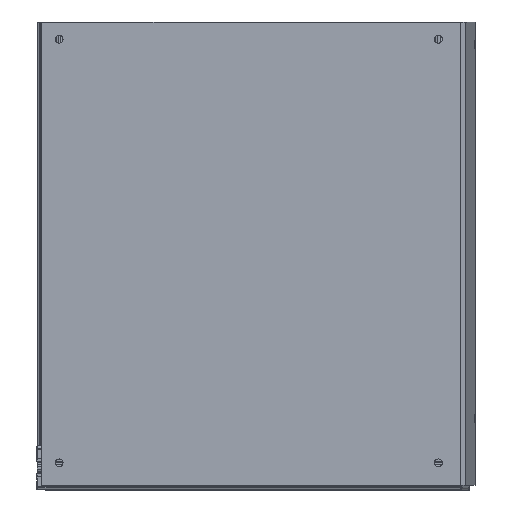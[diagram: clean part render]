
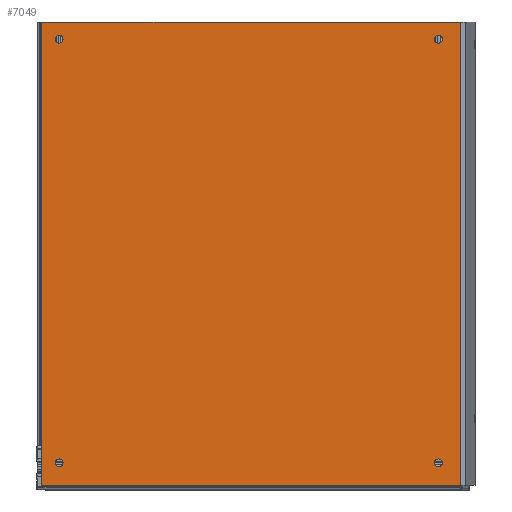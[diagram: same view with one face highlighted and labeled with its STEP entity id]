
A CAD part, left-side view. The second image highlights one B-rep face of the part: STEP entity #7049.
In plain terms, the highlighted face is planar.
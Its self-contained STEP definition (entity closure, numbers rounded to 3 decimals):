
#243=FACE_BOUND('',#962,.T.);
#244=FACE_BOUND('',#963,.T.);
#245=FACE_BOUND('',#964,.T.);
#246=FACE_BOUND('',#965,.T.);
#591=FACE_OUTER_BOUND('',#961,.T.);
#961=EDGE_LOOP('',(#6415,#6416,#6417,#6418));
#962=EDGE_LOOP('',(#6419));
#963=EDGE_LOOP('',(#6420));
#964=EDGE_LOOP('',(#6421));
#965=EDGE_LOOP('',(#6422));
#1251=CIRCLE('',#7761,4.);
#1253=CIRCLE('',#7764,4.);
#1255=CIRCLE('',#7767,4.);
#1257=CIRCLE('',#7770,4.);
#1977=LINE('',#11809,#2725);
#1980=LINE('',#11815,#2728);
#1983=LINE('',#11821,#2731);
#1986=LINE('',#11825,#2734);
#2725=VECTOR('',#9722,10.);
#2728=VECTOR('',#9727,10.);
#2731=VECTOR('',#9732,10.);
#2734=VECTOR('',#9737,10.);
#3403=VERTEX_POINT('',#11779);
#3405=VERTEX_POINT('',#11785);
#3407=VERTEX_POINT('',#11791);
#3409=VERTEX_POINT('',#11797);
#3413=VERTEX_POINT('',#11806);
#3414=VERTEX_POINT('',#11808);
#3416=VERTEX_POINT('',#11814);
#3418=VERTEX_POINT('',#11820);
#4403=EDGE_CURVE('',#3403,#3403,#1251,.T.);
#4406=EDGE_CURVE('',#3405,#3405,#1253,.T.);
#4409=EDGE_CURVE('',#3407,#3407,#1255,.T.);
#4412=EDGE_CURVE('',#3409,#3409,#1257,.T.);
#4417=EDGE_CURVE('',#3414,#3413,#1977,.T.);
#4420=EDGE_CURVE('',#3416,#3414,#1980,.T.);
#4423=EDGE_CURVE('',#3418,#3416,#1983,.T.);
#4426=EDGE_CURVE('',#3413,#3418,#1986,.T.);
#6415=ORIENTED_EDGE('',*,*,#4426,.T.);
#6416=ORIENTED_EDGE('',*,*,#4423,.T.);
#6417=ORIENTED_EDGE('',*,*,#4420,.T.);
#6418=ORIENTED_EDGE('',*,*,#4417,.T.);
#6419=ORIENTED_EDGE('',*,*,#4403,.T.);
#6420=ORIENTED_EDGE('',*,*,#4406,.T.);
#6421=ORIENTED_EDGE('',*,*,#4409,.T.);
#6422=ORIENTED_EDGE('',*,*,#4412,.T.);
#6703=PLANE('',#7776);
#7049=ADVANCED_FACE('',(#591,#243,#244,#245,#246),#6703,.T.);
#7761=AXIS2_PLACEMENT_3D('',#11780,#9692,#9693);
#7764=AXIS2_PLACEMENT_3D('',#11786,#9699,#9700);
#7767=AXIS2_PLACEMENT_3D('',#11792,#9706,#9707);
#7770=AXIS2_PLACEMENT_3D('',#11798,#9713,#9714);
#7776=AXIS2_PLACEMENT_3D('',#11826,#9738,#9739);
#9692=DIRECTION('center_axis',(0.,-1.,0.));
#9693=DIRECTION('ref_axis',(1.,0.,0.));
#9699=DIRECTION('center_axis',(0.,-1.,0.));
#9700=DIRECTION('ref_axis',(1.,0.,0.));
#9706=DIRECTION('center_axis',(0.,-1.,0.));
#9707=DIRECTION('ref_axis',(1.,0.,0.));
#9713=DIRECTION('center_axis',(0.,-1.,0.));
#9714=DIRECTION('ref_axis',(1.,0.,0.));
#9722=DIRECTION('',(-1.,0.,0.));
#9727=DIRECTION('',(0.,0.,-1.));
#9732=DIRECTION('',(1.,0.,0.));
#9737=DIRECTION('',(0.,0.,1.));
#9738=DIRECTION('center_axis',(0.,1.,0.));
#9739=DIRECTION('ref_axis',(0.,0.,1.));
#11779=CARTESIAN_POINT('',(213.5,5.,-195.));
#11780=CARTESIAN_POINT('Origin',(217.5,5.,-195.));
#11785=CARTESIAN_POINT('',(-216.5,5.,-195.));
#11786=CARTESIAN_POINT('Origin',(-212.5,5.,-195.));
#11791=CARTESIAN_POINT('',(213.5,5.,190.));
#11792=CARTESIAN_POINT('Origin',(217.5,5.,190.));
#11797=CARTESIAN_POINT('',(-216.5,5.,190.));
#11798=CARTESIAN_POINT('Origin',(-212.5,5.,190.));
#11806=CARTESIAN_POINT('',(-235.,5.,-212.5));
#11808=CARTESIAN_POINT('',(235.,5.,-212.5));
#11809=CARTESIAN_POINT('',(235.,5.,-212.5));
#11814=CARTESIAN_POINT('',(235.,5.,212.5));
#11815=CARTESIAN_POINT('',(235.,5.,212.5));
#11820=CARTESIAN_POINT('',(-235.,5.,212.5));
#11821=CARTESIAN_POINT('',(-235.,5.,212.5));
#11825=CARTESIAN_POINT('',(-235.,5.,-212.5));
#11826=CARTESIAN_POINT('Origin',(0.,5.,0.));
